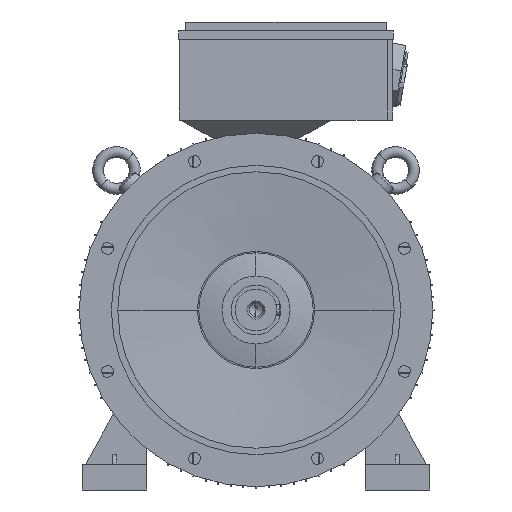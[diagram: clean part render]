
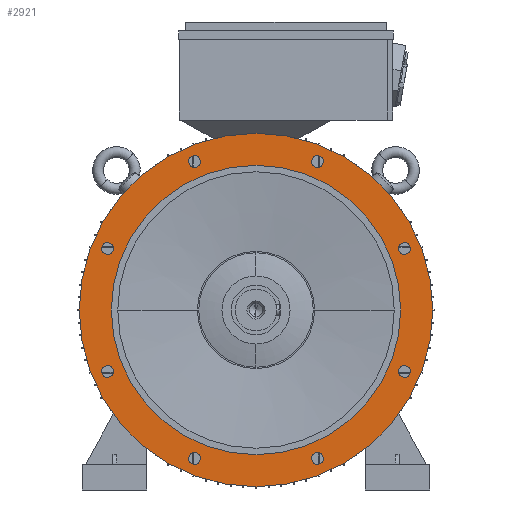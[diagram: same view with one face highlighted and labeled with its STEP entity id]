
A CAD part, left-side view. The second image highlights one B-rep face of the part: STEP entity #2921.
In plain terms, the highlighted planar face has unit normal (-1, 0, 0).
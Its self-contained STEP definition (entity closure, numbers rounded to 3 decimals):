
#2921=ADVANCED_FACE('',(#6406,#6407,#6408,#6409,#6410,#6411,#6412,#6413,#6414,#6415),#6416,.T.);
#6406=FACE_BOUND('',#10429,.T.);
#6407=FACE_BOUND('',#10430,.T.);
#6408=FACE_BOUND('',#10431,.T.);
#6409=FACE_BOUND('',#10432,.T.);
#6410=FACE_BOUND('',#10433,.T.);
#6411=FACE_BOUND('',#10434,.T.);
#6412=FACE_BOUND('',#10435,.T.);
#6413=FACE_BOUND('',#10436,.T.);
#6414=FACE_OUTER_BOUND('',#10437,.T.);
#6415=FACE_BOUND('',#10438,.T.);
#6416=PLANE('',#10439);
#10429=EDGE_LOOP('',(#19059,#19060));
#10430=EDGE_LOOP('',(#19061,#19062));
#10431=EDGE_LOOP('',(#19063,#19064));
#10432=EDGE_LOOP('',(#19065,#19066));
#10433=EDGE_LOOP('',(#19067,#19068));
#10434=EDGE_LOOP('',(#19069,#19070));
#10435=EDGE_LOOP('',(#19071,#19072));
#10436=EDGE_LOOP('',(#19073,#19074));
#10437=EDGE_LOOP('',(#19075,#19076));
#10438=EDGE_LOOP('',(#19077,#19078));
#10439=AXIS2_PLACEMENT_3D('',#19079,#19080,#19081);
#19059=ORIENTED_EDGE('',*,*,#27506,.T.);
#19060=ORIENTED_EDGE('',*,*,#24501,.T.);
#19061=ORIENTED_EDGE('',*,*,#27507,.T.);
#19062=ORIENTED_EDGE('',*,*,#24506,.T.);
#19063=ORIENTED_EDGE('',*,*,#27508,.T.);
#19064=ORIENTED_EDGE('',*,*,#24511,.T.);
#19065=ORIENTED_EDGE('',*,*,#27509,.T.);
#19066=ORIENTED_EDGE('',*,*,#24516,.T.);
#19067=ORIENTED_EDGE('',*,*,#27510,.T.);
#19068=ORIENTED_EDGE('',*,*,#24521,.T.);
#19069=ORIENTED_EDGE('',*,*,#27511,.T.);
#19070=ORIENTED_EDGE('',*,*,#24526,.T.);
#19071=ORIENTED_EDGE('',*,*,#27512,.T.);
#19072=ORIENTED_EDGE('',*,*,#24531,.T.);
#19073=ORIENTED_EDGE('',*,*,#27513,.T.);
#19074=ORIENTED_EDGE('',*,*,#24536,.T.);
#19075=ORIENTED_EDGE('',*,*,#24541,.F.);
#19076=ORIENTED_EDGE('',*,*,#27514,.F.);
#19077=ORIENTED_EDGE('',*,*,#24613,.T.);
#19078=ORIENTED_EDGE('',*,*,#26312,.T.);
#19079=CARTESIAN_POINT('',(-100.0,250.0,0.0));
#19080=DIRECTION('',(-1.0,0.0,0.0));
#19081=DIRECTION('',(0.0,-1.0,0.0));
#24501=EDGE_CURVE('',#29491,#29488,#29492,.T.);
#24506=EDGE_CURVE('',#29500,#29497,#29501,.T.);
#24511=EDGE_CURVE('',#29509,#29506,#29510,.T.);
#24516=EDGE_CURVE('',#29518,#29515,#29519,.T.);
#24521=EDGE_CURVE('',#29527,#29524,#29528,.T.);
#24526=EDGE_CURVE('',#29536,#29533,#29537,.T.);
#24531=EDGE_CURVE('',#29545,#29542,#29546,.T.);
#24536=EDGE_CURVE('',#29554,#29551,#29555,.T.);
#24541=EDGE_CURVE('',#29560,#29563,#29564,.T.);
#24613=EDGE_CURVE('',#29688,#29692,#29694,.T.);
#26312=EDGE_CURVE('',#29692,#29688,#32221,.T.);
#27506=EDGE_CURVE('',#29488,#29491,#34103,.T.);
#27507=EDGE_CURVE('',#29497,#29500,#34104,.T.);
#27508=EDGE_CURVE('',#29506,#29509,#34105,.T.);
#27509=EDGE_CURVE('',#29515,#29518,#34106,.T.);
#27510=EDGE_CURVE('',#29524,#29527,#34107,.T.);
#27511=EDGE_CURVE('',#29533,#29536,#34108,.T.);
#27512=EDGE_CURVE('',#29542,#29545,#34109,.T.);
#27513=EDGE_CURVE('',#29551,#29554,#34110,.T.);
#27514=EDGE_CURVE('',#29563,#29560,#34111,.T.);
#29488=VERTEX_POINT('',#37111);
#29491=VERTEX_POINT('',#37115);
#29492=CIRCLE('',#37116,9.25);
#29497=VERTEX_POINT('',#37122);
#29500=VERTEX_POINT('',#37126);
#29501=CIRCLE('',#37127,9.25);
#29506=VERTEX_POINT('',#37133);
#29509=VERTEX_POINT('',#37137);
#29510=CIRCLE('',#37138,9.25);
#29515=VERTEX_POINT('',#37144);
#29518=VERTEX_POINT('',#37148);
#29519=CIRCLE('',#37149,9.25);
#29524=VERTEX_POINT('',#37155);
#29527=VERTEX_POINT('',#37159);
#29528=CIRCLE('',#37160,9.25);
#29533=VERTEX_POINT('',#37166);
#29536=VERTEX_POINT('',#37170);
#29537=CIRCLE('',#37171,9.25);
#29542=VERTEX_POINT('',#37177);
#29545=VERTEX_POINT('',#37181);
#29546=CIRCLE('',#37182,9.25);
#29551=VERTEX_POINT('',#37188);
#29554=VERTEX_POINT('',#37192);
#29555=CIRCLE('',#37193,9.25);
#29560=VERTEX_POINT('',#37199);
#29563=VERTEX_POINT('',#37203);
#29564=CIRCLE('',#37204,275.0);
#29688=VERTEX_POINT('',#37957);
#29692=VERTEX_POINT('',#37962);
#29694=CIRCLE('',#37965,225.0);
#32221=CIRCLE('',#42020,225.0);
#34103=CIRCLE('',#50695,9.25);
#34104=CIRCLE('',#50696,9.25);
#34105=CIRCLE('',#50697,9.25);
#34106=CIRCLE('',#50698,9.25);
#34107=CIRCLE('',#50699,9.25);
#34108=CIRCLE('',#50700,9.25);
#34109=CIRCLE('',#50701,9.25);
#34110=CIRCLE('',#50702,9.25);
#34111=CIRCLE('',#50703,275.0);
#37111=CARTESIAN_POINT('',(-100.0,-239.516,99.211));
#37115=CARTESIAN_POINT('',(-100.0,-222.424,92.131));
#37116=AXIS2_PLACEMENT_3D('',#59876,#59877,#59878);
#37122=CARTESIAN_POINT('',(-100.0,-239.516,-99.211));
#37126=CARTESIAN_POINT('',(-100.0,-222.424,-92.131));
#37127=AXIS2_PLACEMENT_3D('',#59884,#59885,#59886);
#37133=CARTESIAN_POINT('',(-100.0,-99.211,-239.516));
#37137=CARTESIAN_POINT('',(-100.0,-92.131,-222.424));
#37138=AXIS2_PLACEMENT_3D('',#59892,#59893,#59894);
#37144=CARTESIAN_POINT('',(-100.0,99.211,-239.516));
#37148=CARTESIAN_POINT('',(-100.0,92.131,-222.424));
#37149=AXIS2_PLACEMENT_3D('',#59900,#59901,#59902);
#37155=CARTESIAN_POINT('',(-100.0,239.516,-99.211));
#37159=CARTESIAN_POINT('',(-100.0,222.424,-92.131));
#37160=AXIS2_PLACEMENT_3D('',#59908,#59909,#59910);
#37166=CARTESIAN_POINT('',(-100.0,239.516,99.211));
#37170=CARTESIAN_POINT('',(-100.0,222.424,92.131));
#37171=AXIS2_PLACEMENT_3D('',#59916,#59917,#59918);
#37177=CARTESIAN_POINT('',(-100.0,99.211,239.516));
#37181=CARTESIAN_POINT('',(-100.0,92.131,222.424));
#37182=AXIS2_PLACEMENT_3D('',#59924,#59925,#59926);
#37188=CARTESIAN_POINT('',(-100.0,-99.211,239.516));
#37192=CARTESIAN_POINT('',(-100.0,-92.131,222.424));
#37193=AXIS2_PLACEMENT_3D('',#59932,#59933,#59934);
#37199=CARTESIAN_POINT('',(-100.0,275.0,0.0));
#37203=CARTESIAN_POINT('',(-100.0,-275.0,0.));
#37204=AXIS2_PLACEMENT_3D('',#59940,#59941,#59942);
#37957=CARTESIAN_POINT('',(-100.0,225.0,0.0));
#37962=CARTESIAN_POINT('',(-100.0,-225.0,0.));
#37965=AXIS2_PLACEMENT_3D('',#60015,#60016,#60017);
#42020=AXIS2_PLACEMENT_3D('',#61717,#61718,#61719);
#50695=AXIS2_PLACEMENT_3D('',#62495,#62496,#62497);
#50696=AXIS2_PLACEMENT_3D('',#62498,#62499,#62500);
#50697=AXIS2_PLACEMENT_3D('',#62501,#62502,#62503);
#50698=AXIS2_PLACEMENT_3D('',#62504,#62505,#62506);
#50699=AXIS2_PLACEMENT_3D('',#62507,#62508,#62509);
#50700=AXIS2_PLACEMENT_3D('',#62510,#62511,#62512);
#50701=AXIS2_PLACEMENT_3D('',#62513,#62514,#62515);
#50702=AXIS2_PLACEMENT_3D('',#62516,#62517,#62518);
#50703=AXIS2_PLACEMENT_3D('',#62519,#62520,#62521);
#59876=CARTESIAN_POINT('',(-100.0,-230.97,95.671));
#59877=DIRECTION('',(1.0,0.0,-0.0));
#59878=DIRECTION('',(0.0,-0.924,0.383));
#59884=CARTESIAN_POINT('',(-100.0,-230.97,-95.671));
#59885=DIRECTION('',(1.0,0.0,0.0));
#59886=DIRECTION('',(0.0,-0.924,-0.383));
#59892=CARTESIAN_POINT('',(-100.0,-95.671,-230.97));
#59893=DIRECTION('',(1.0,0.0,0.0));
#59894=DIRECTION('',(0.0,-0.383,-0.924));
#59900=CARTESIAN_POINT('',(-100.0,95.671,-230.97));
#59901=DIRECTION('',(1.0,-0.0,0.0));
#59902=DIRECTION('',(0.0,0.383,-0.924));
#59908=CARTESIAN_POINT('',(-100.0,230.97,-95.671));
#59909=DIRECTION('',(1.0,-0.0,0.0));
#59910=DIRECTION('',(0.0,0.924,-0.383));
#59916=CARTESIAN_POINT('',(-100.0,230.97,95.671));
#59917=DIRECTION('',(1.0,0.0,-0.0));
#59918=DIRECTION('',(0.0,0.924,0.383));
#59924=CARTESIAN_POINT('',(-100.0,95.671,230.97));
#59925=DIRECTION('',(1.0,0.0,-0.0));
#59926=DIRECTION('',(0.0,0.383,0.924));
#59932=CARTESIAN_POINT('',(-100.0,-95.671,230.97));
#59933=DIRECTION('',(1.0,0.0,-0.0));
#59934=DIRECTION('',(0.0,-0.383,0.924));
#59940=CARTESIAN_POINT('',(-100.0,0.0,0.0));
#59941=DIRECTION('',(1.0,0.0,0.0));
#59942=DIRECTION('',(0.0,1.0,0.0));
#60015=CARTESIAN_POINT('',(-100.0,0.0,0.0));
#60016=DIRECTION('',(1.0,0.0,0.0));
#60017=DIRECTION('',(0.0,1.0,0.0));
#61717=CARTESIAN_POINT('',(-100.0,0.0,0.0));
#61718=DIRECTION('',(1.0,0.0,0.0));
#61719=DIRECTION('',(0.0,1.0,0.0));
#62495=CARTESIAN_POINT('',(-100.0,-230.97,95.671));
#62496=DIRECTION('',(1.0,0.0,-0.0));
#62497=DIRECTION('',(0.0,-0.924,0.383));
#62498=CARTESIAN_POINT('',(-100.0,-230.97,-95.671));
#62499=DIRECTION('',(1.0,0.0,0.0));
#62500=DIRECTION('',(0.0,-0.924,-0.383));
#62501=CARTESIAN_POINT('',(-100.0,-95.671,-230.97));
#62502=DIRECTION('',(1.0,0.0,0.0));
#62503=DIRECTION('',(0.0,-0.383,-0.924));
#62504=CARTESIAN_POINT('',(-100.0,95.671,-230.97));
#62505=DIRECTION('',(1.0,-0.0,0.0));
#62506=DIRECTION('',(0.0,0.383,-0.924));
#62507=CARTESIAN_POINT('',(-100.0,230.97,-95.671));
#62508=DIRECTION('',(1.0,-0.0,0.0));
#62509=DIRECTION('',(0.0,0.924,-0.383));
#62510=CARTESIAN_POINT('',(-100.0,230.97,95.671));
#62511=DIRECTION('',(1.0,0.0,-0.0));
#62512=DIRECTION('',(0.0,0.924,0.383));
#62513=CARTESIAN_POINT('',(-100.0,95.671,230.97));
#62514=DIRECTION('',(1.0,0.0,-0.0));
#62515=DIRECTION('',(0.0,0.383,0.924));
#62516=CARTESIAN_POINT('',(-100.0,-95.671,230.97));
#62517=DIRECTION('',(1.0,0.0,-0.0));
#62518=DIRECTION('',(0.0,-0.383,0.924));
#62519=CARTESIAN_POINT('',(-100.0,0.0,0.0));
#62520=DIRECTION('',(1.0,0.0,0.0));
#62521=DIRECTION('',(0.0,1.0,0.0));
